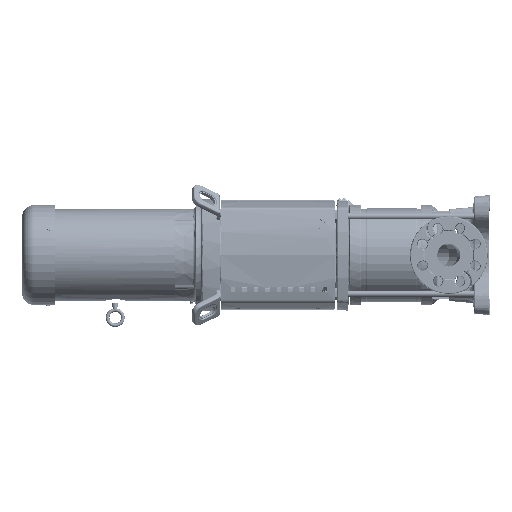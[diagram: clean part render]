
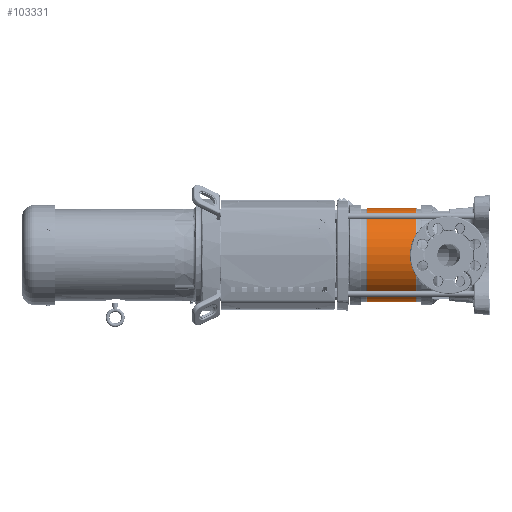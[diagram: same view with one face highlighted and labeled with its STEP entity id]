
A CAD part, left-side view. The second image highlights one B-rep face of the part: STEP entity #103331.
In plain terms, the highlighted cylindrical face has radius 102 mm (diameter 204 mm), a full revolution.
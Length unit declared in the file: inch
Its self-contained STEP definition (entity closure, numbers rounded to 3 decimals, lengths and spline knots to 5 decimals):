
#13262=CIRCLE('',#110782,4.01575);
#13263=CIRCLE('',#110783,4.01575);
#13264=CIRCLE('',#110785,4.01575);
#13265=CIRCLE('',#110786,4.01575);
#18312=FACE_OUTER_BOUND('',#23975,.T.);
#23975=EDGE_LOOP('',(#79732,#79733,#79734,#79735,#79736,#79737));
#32413=LINE('',#246955,#38554);
#38554=VECTOR('',#125796,4.01575);
#46622=VERTEX_POINT('',#246948);
#46623=VERTEX_POINT('',#246950);
#46624=VERTEX_POINT('',#246954);
#46625=VERTEX_POINT('',#246956);
#59163=EDGE_CURVE('',#46622,#46623,#13262,.T.);
#59164=EDGE_CURVE('',#46623,#46622,#13263,.T.);
#59165=EDGE_CURVE('',#46622,#46624,#32413,.T.);
#59166=EDGE_CURVE('',#46624,#46625,#13264,.T.);
#59167=EDGE_CURVE('',#46625,#46624,#13265,.T.);
#79732=ORIENTED_EDGE('',*,*,#59164,.F.);
#79733=ORIENTED_EDGE('',*,*,#59163,.F.);
#79734=ORIENTED_EDGE('',*,*,#59165,.T.);
#79735=ORIENTED_EDGE('',*,*,#59166,.T.);
#79736=ORIENTED_EDGE('',*,*,#59167,.T.);
#79737=ORIENTED_EDGE('',*,*,#59165,.F.);
#99836=CYLINDRICAL_SURFACE('',#110784,4.01575);
#103331=ADVANCED_FACE('',(#18312),#99836,.T.);
#110782=AXIS2_PLACEMENT_3D('',#246951,#125790,#125791);
#110783=AXIS2_PLACEMENT_3D('',#246952,#125792,#125793);
#110784=AXIS2_PLACEMENT_3D('',#246953,#125794,#125795);
#110785=AXIS2_PLACEMENT_3D('',#246957,#125797,#125798);
#110786=AXIS2_PLACEMENT_3D('',#246958,#125799,#125800);
#125790=DIRECTION('center_axis',(0.,1.,0.));
#125791=DIRECTION('ref_axis',(0.942,0.,-0.335));
#125792=DIRECTION('center_axis',(0.,1.,0.));
#125793=DIRECTION('ref_axis',(0.942,0.,-0.335));
#125794=DIRECTION('center_axis',(0.,1.,0.));
#125795=DIRECTION('ref_axis',(0.942,0.,-0.335));
#125796=DIRECTION('',(0.,-1.,0.));
#125797=DIRECTION('center_axis',(0.,1.,0.));
#125798=DIRECTION('ref_axis',(0.942,0.,-0.335));
#125799=DIRECTION('center_axis',(0.,1.,0.));
#125800=DIRECTION('ref_axis',(0.942,0.,-0.335));
#246948=CARTESIAN_POINT('',(-3.78419,10.53719,1.34393));
#246950=CARTESIAN_POINT('',(3.78419,10.53719,-1.34393));
#246951=CARTESIAN_POINT('Origin',(0.,10.53719,
0.));
#246952=CARTESIAN_POINT('Origin',(0.,10.53719,
0.));
#246953=CARTESIAN_POINT('Origin',(0.,11.01102,
0.));
#246954=CARTESIAN_POINT('',(-3.78419,6.33879,1.34393));
#246955=CARTESIAN_POINT('',(-3.78419,11.01102,1.34393));
#246956=CARTESIAN_POINT('',(3.78419,6.33879,-1.34393));
#246957=CARTESIAN_POINT('Origin',(0.,6.33879,
0.));
#246958=CARTESIAN_POINT('Origin',(0.,6.33879,
0.));
